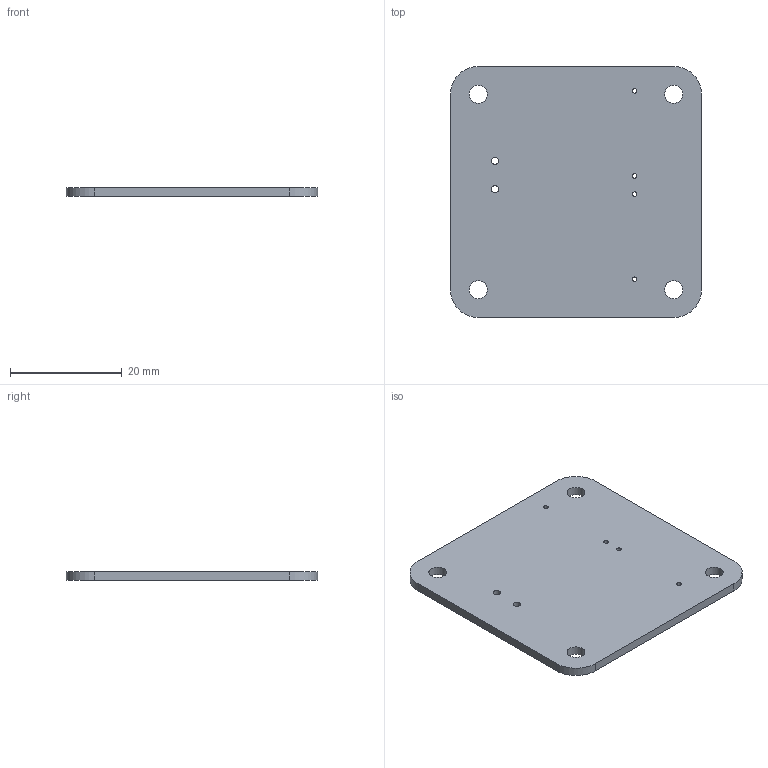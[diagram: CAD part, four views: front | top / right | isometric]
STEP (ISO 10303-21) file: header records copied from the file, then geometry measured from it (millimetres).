
FILE_DESCRIPTION(('KiCad electronic assembly'),'2;1');
FILE_NAME('001_naponski_razdelnik.step','2024-12-09T23:59:04',('Pcbnew') ,('Kicad'),'Open CASCADE STEP processor 7.6','KiCad to STEP converter' ,'Unknown');
FILE_SCHEMA(('AUTOMOTIVE_DESIGN { 1 0 10303 214 1 1 1 1 }'));
Length unit declared in the file: millimetre
Products named in the file (2): 001_naponski_razdelnik 1; 001_naponski_razdelnik_PCB
Assembly tree (1 placements, depth 2):
  001_naponski_razdelnik 1
    001_naponski_razdelnik_PCB
Bounding box: 45 x 45 x 1.6 mm (x, y, z)
Volume: 3146.7 mm3; surface area: 4301.2 mm2
Topology: 1 solids, 1 shells, 20 faces, 54 edges, 36 vertices
Faces by surface type: cylinder 14, plane 6
Full cylindrical faces by diameter (mm): 0.8 x4, 1.3 x2, 3.2 x4
Entity records: 723 total; most frequent: DIRECTION 126, CARTESIAN_POINT 112, ORIENTED_EDGE 108, EDGE_CURVE 54, AXIS2_PLACEMENT_3D 50, FACE_BOUND 40, EDGE_LOOP 40, VERTEX_POINT 36
